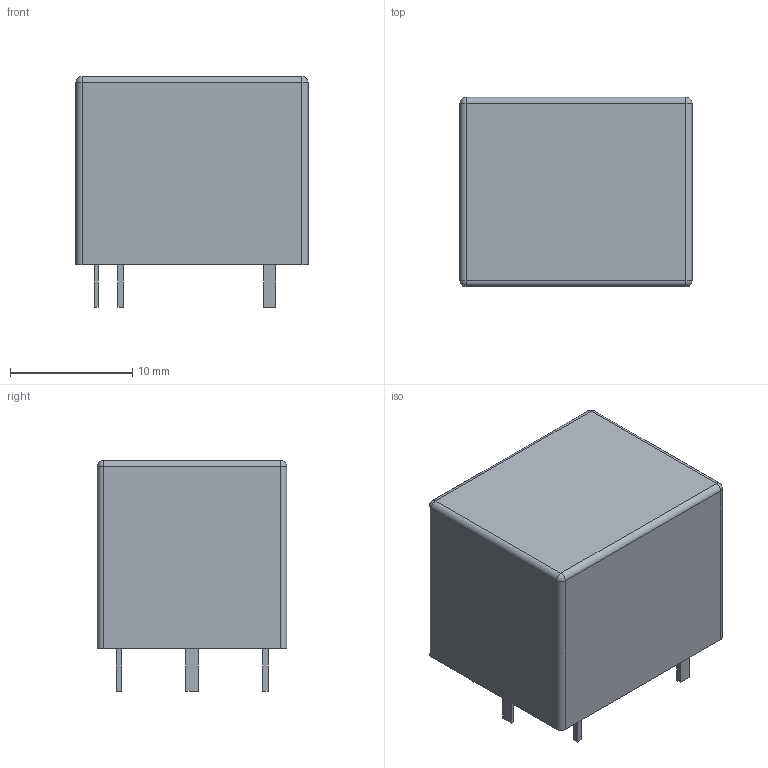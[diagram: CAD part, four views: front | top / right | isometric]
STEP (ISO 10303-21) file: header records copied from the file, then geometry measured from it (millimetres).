
FILE_DESCRIPTION (( 'STEP AP214' ), '1' );
FILE_NAME ('RELAY-TH_RD-XXXD.step', '2022-07-09T14:03:49', ( '' ), ( '' ), 'SwSTEP 2.0', 'SolidWorks 2020', '' );
FILE_SCHEMA (( 'AUTOMOTIVE_DESIGN' ));
Length unit declared in the file: millimetre
Products named in the file (1): RELAY-TH_RD-XXXD
Bounding box: 19 x 15.51 x 18.9 mm (x, y, z)
Volume: 4534.1 mm3; surface area: 1669.9 mm2
Topology: 11 solids, 11 shells, 334 faces, 871 edges, 574 vertices
Faces by surface type: plane 210, bspline 112, cylinder 8, sphere 4
Entity records: 14427 total; most frequent: CARTESIAN_POINT 3880, ORIENTED_EDGE 1734, DIRECTION 1101, EDGE_CURVE 867, VECTOR 623, LINE 623, VERTEX_POINT 574, EDGE_LOOP 357
